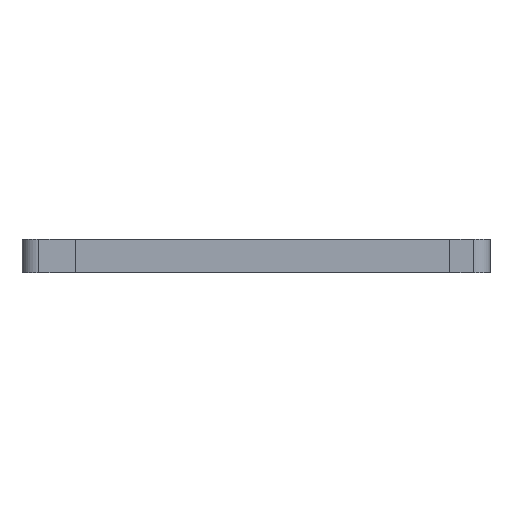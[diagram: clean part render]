
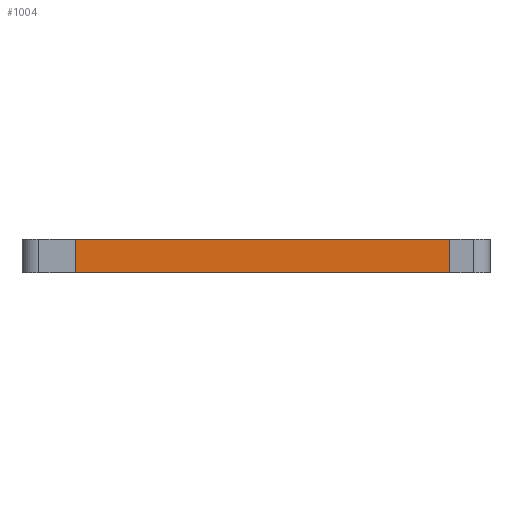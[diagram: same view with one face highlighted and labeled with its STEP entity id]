
A CAD part, left-side view. The second image highlights one B-rep face of the part: STEP entity #1004.
In plain terms, the highlighted planar face has unit normal (-1, 0, 0).
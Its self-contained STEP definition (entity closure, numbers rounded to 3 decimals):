
#80=PLANE('',#1116);
#133=FACE_OUTER_BOUND('',#199,.T.);
#199=EDGE_LOOP('',(#944,#945,#946,#947));
#231=LINE('',#1528,#327);
#284=LINE('',#1672,#380);
#292=LINE('',#1693,#388);
#295=LINE('',#1699,#391);
#327=VECTOR('',#1227,10.);
#380=VECTOR('',#1368,10.);
#388=VECTOR('',#1400,10.);
#391=VECTOR('',#1409,10.);
#478=VERTEX_POINT('',#1525);
#479=VERTEX_POINT('',#1527);
#525=VERTEX_POINT('',#1669);
#526=VERTEX_POINT('',#1671);
#582=EDGE_CURVE('',#479,#478,#231,.T.);
#656=EDGE_CURVE('',#525,#526,#284,.T.);
#664=EDGE_CURVE('',#479,#525,#292,.T.);
#667=EDGE_CURVE('',#478,#526,#295,.T.);
#944=ORIENTED_EDGE('',*,*,#582,.T.);
#945=ORIENTED_EDGE('',*,*,#667,.T.);
#946=ORIENTED_EDGE('',*,*,#656,.F.);
#947=ORIENTED_EDGE('',*,*,#664,.F.);
#1004=ADVANCED_FACE('',(#133),#80,.T.);
#1116=AXIS2_PLACEMENT_3D('',#1700,#1410,#1411);
#1227=DIRECTION('',(0.,-1.,0.));
#1368=DIRECTION('',(0.,-1.,0.));
#1400=DIRECTION('',(0.,0.,1.));
#1409=DIRECTION('',(0.,0.,1.));
#1410=DIRECTION('center_axis',(-1.,0.,0.));
#1411=DIRECTION('ref_axis',(0.,-1.,0.));
#1525=CARTESIAN_POINT('',(4.,6.,0.));
#1527=CARTESIAN_POINT('',(4.,61.85,0.));
#1528=CARTESIAN_POINT('',(4.,61.85,0.));
#1669=CARTESIAN_POINT('',(4.,61.85,5.));
#1671=CARTESIAN_POINT('',(4.,6.,5.));
#1672=CARTESIAN_POINT('',(4.,61.85,5.));
#1693=CARTESIAN_POINT('',(4.,61.85,0.));
#1699=CARTESIAN_POINT('',(4.,6.,0.));
#1700=CARTESIAN_POINT('Origin',(4.,61.85,0.));
